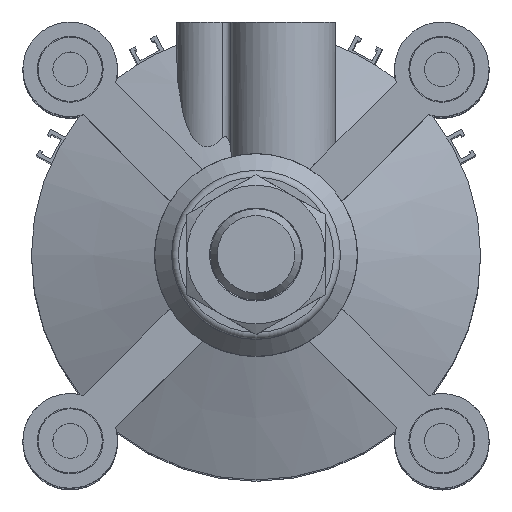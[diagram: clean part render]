
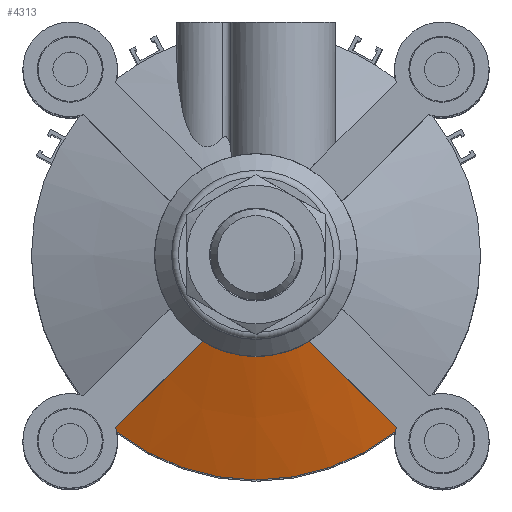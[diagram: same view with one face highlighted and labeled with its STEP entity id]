
A CAD part, top view. The second image highlights one B-rep face of the part: STEP entity #4313.
In plain terms, the highlighted conical face has half-angle 70 degrees and reference radius 48.25 mm.
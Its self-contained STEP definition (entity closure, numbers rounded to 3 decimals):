
#28=B_SPLINE_CURVE_WITH_KNOTS('',3,(#7021,#7022,#7023,#7024),
 .UNSPECIFIED.,.F.,.F.,(4,4),(1.143,1.245),
 .UNSPECIFIED.);
#29=B_SPLINE_CURVE_WITH_KNOTS('',3,(#7031,#7032,#7033,#7034),
 .UNSPECIFIED.,.F.,.F.,(4,4),(2.595,2.698),
 .UNSPECIFIED.);
#49=CONICAL_SURFACE('',#4715,48.25,1.222);
#76=(
BOUNDED_CURVE()
B_SPLINE_CURVE(2,(#6914,#6915,#6916),.UNSPECIFIED.,.F.,.F.)
B_SPLINE_CURVE_WITH_KNOTS((3,3),(0.,3.856),.UNSPECIFIED.)
CURVE()
GEOMETRIC_REPRESENTATION_ITEM()
RATIONAL_B_SPLINE_CURVE((1.,1.08,1.))
REPRESENTATION_ITEM('')
);
#80=(
BOUNDED_CURVE()
B_SPLINE_CURVE(2,(#7027,#7028,#7029),.UNSPECIFIED.,.F.,.F.)
B_SPLINE_CURVE_WITH_KNOTS((3,3),(0.,3.856),.UNSPECIFIED.)
CURVE()
GEOMETRIC_REPRESENTATION_ITEM()
RATIONAL_B_SPLINE_CURVE((1.,1.08,1.))
REPRESENTATION_ITEM('')
);
#216=CIRCLE('',#4710,66.5);
#219=CIRCLE('',#4716,30.);
#1041=ORIENTED_EDGE('',*,*,#1954,.T.);
#1042=ORIENTED_EDGE('',*,*,#1966,.T.);
#1043=ORIENTED_EDGE('',*,*,#1937,.T.);
#1044=ORIENTED_EDGE('',*,*,#1967,.F.);
#1045=ORIENTED_EDGE('',*,*,#1968,.T.);
#1046=ORIENTED_EDGE('',*,*,#1969,.T.);
#1937=EDGE_CURVE('',#2450,#2448,#76,.T.);
#1954=EDGE_CURVE('',#2467,#2466,#216,.T.);
#1966=EDGE_CURVE('',#2466,#2450,#28,.T.);
#1967=EDGE_CURVE('',#2476,#2448,#219,.T.);
#1968=EDGE_CURVE('',#2476,#2477,#80,.T.);
#1969=EDGE_CURVE('',#2477,#2467,#29,.T.);
#2448=VERTEX_POINT('',#6912);
#2450=VERTEX_POINT('',#6917);
#2466=VERTEX_POINT('',#6953);
#2467=VERTEX_POINT('',#6955);
#2476=VERTEX_POINT('',#7026);
#2477=VERTEX_POINT('',#7030);
#3451=EDGE_LOOP('',(#1041,#1042,#1043,#1044,#1045,#1046));
#3817=FACE_BOUND('',#3451,.T.);
#4313=ADVANCED_FACE('',(#3817),#49,.T.);
#4710=AXIS2_PLACEMENT_3D('',#6954,#5610,#5611);
#4715=AXIS2_PLACEMENT_3D('',#7020,#5621,#5622);
#4716=AXIS2_PLACEMENT_3D('',#7025,#5623,#5624);
#5610=DIRECTION('',(0.,1.,0.));
#5611=DIRECTION('',(-1.,0.,0.));
#5621=DIRECTION('',(0.,-1.,0.));
#5622=DIRECTION('',(-1.,0.,0.));
#5623=DIRECTION('',(0.,1.,0.));
#5624=DIRECTION('',(-1.,0.,0.));
#6912=CARTESIAN_POINT('',(-25.442,25.285,15.896));
#6914=CARTESIAN_POINT('',(-51.1,12.232,41.554));
#6915=CARTESIAN_POINT('',(-33.472,21.258,23.926));
#6916=CARTESIAN_POINT('',(-25.442,25.285,15.896));
#6917=CARTESIAN_POINT('',(-51.1,12.232,41.554));
#6953=CARTESIAN_POINT('',(-52.121,12.,41.299));
#6954=CARTESIAN_POINT('',(0.,12.,0.));
#6955=CARTESIAN_POINT('',(-52.121,12.,-41.299));
#7020=CARTESIAN_POINT('',(0.,18.642,0.));
#7021=CARTESIAN_POINT('',(-52.121,12.,41.299));
#7022=CARTESIAN_POINT('',(-51.782,12.081,41.37));
#7023=CARTESIAN_POINT('',(-51.441,12.158,41.455));
#7024=CARTESIAN_POINT('',(-51.1,12.232,41.554));
#7025=CARTESIAN_POINT('',(0.,25.285,0.));
#7026=CARTESIAN_POINT('',(-25.442,25.285,-15.896));
#7027=CARTESIAN_POINT('',(-25.442,25.285,-15.896));
#7028=CARTESIAN_POINT('',(-33.472,21.258,-23.926));
#7029=CARTESIAN_POINT('',(-51.1,12.232,-41.554));
#7030=CARTESIAN_POINT('',(-51.1,12.232,-41.554));
#7031=CARTESIAN_POINT('',(-51.1,12.232,-41.554));
#7032=CARTESIAN_POINT('',(-51.44,12.158,-41.455));
#7033=CARTESIAN_POINT('',(-51.782,12.081,-41.37));
#7034=CARTESIAN_POINT('',(-52.121,12.,-41.299));
